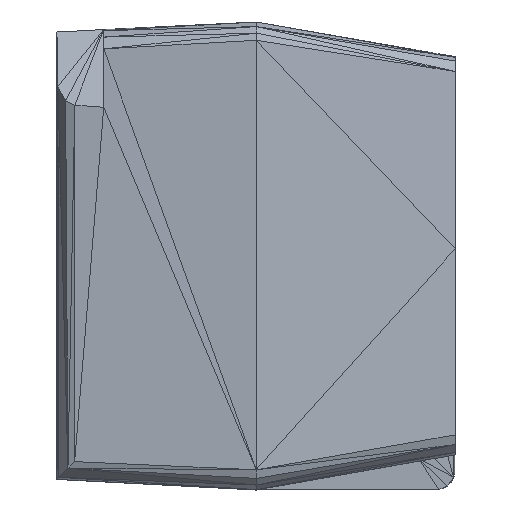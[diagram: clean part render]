
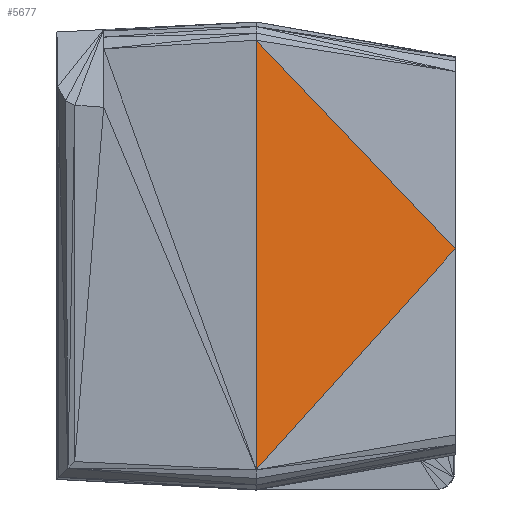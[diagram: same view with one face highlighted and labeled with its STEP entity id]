
A CAD part, left-side view. The second image highlights one B-rep face of the part: STEP entity #5677.
In plain terms, the highlighted planar face has unit normal (-0.985, -0.171, 0).
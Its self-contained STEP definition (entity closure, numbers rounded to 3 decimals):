
#109=FACE_OUTER_BOUND('',#615,.T.);
#615=EDGE_LOOP('',(#3841,#3842,#3843));
#1205=LINE('',#8740,#1964);
#1207=LINE('',#8744,#1966);
#1208=LINE('',#8746,#1967);
#1964=VECTOR('',#6975,10.);
#1966=VECTOR('',#6979,10.);
#1967=VECTOR('',#6982,10.);
#2552=VERTEX_POINT('',#8400);
#2630=VERTEX_POINT('',#8738);
#2631=VERTEX_POINT('',#8742);
#2978=EDGE_CURVE('',#2552,#2630,#1205,.T.);
#2980=EDGE_CURVE('',#2552,#2631,#1207,.T.);
#2981=EDGE_CURVE('',#2630,#2631,#1208,.T.);
#3841=ORIENTED_EDGE('',*,*,#2980,.F.);
#3842=ORIENTED_EDGE('',*,*,#2978,.T.);
#3843=ORIENTED_EDGE('',*,*,#2981,.T.);
#5171=PLANE('',#6197);
#5677=ADVANCED_FACE('',(#109),#5171,.T.);
#6197=AXIS2_PLACEMENT_3D('',#8745,#6980,#6981);
#6975=DIRECTION('',(-0.119,0.685,0.719));
#6979=DIRECTION('',(-0.116,0.665,-0.738));
#6980=DIRECTION('center_axis',(-0.985,-0.171,0.));
#6981=DIRECTION('ref_axis',(0.,0.,1.));
#6982=DIRECTION('',(0.,0.,-1.));
#8400=CARTESIAN_POINT('',(-10.269,-4.198,-2.136));
#8738=CARTESIAN_POINT('',(-10.417,-3.348,-1.243));
#8740=CARTESIAN_POINT('',(-10.269,-4.198,-2.136));
#8742=CARTESIAN_POINT('',(-10.418,-3.347,-3.081));
#8744=CARTESIAN_POINT('',(-10.269,-4.198,-2.136));
#8745=CARTESIAN_POINT('Origin',(-10.417,-3.348,-1.243));
#8746=CARTESIAN_POINT('',(-10.417,-3.348,-1.243));
